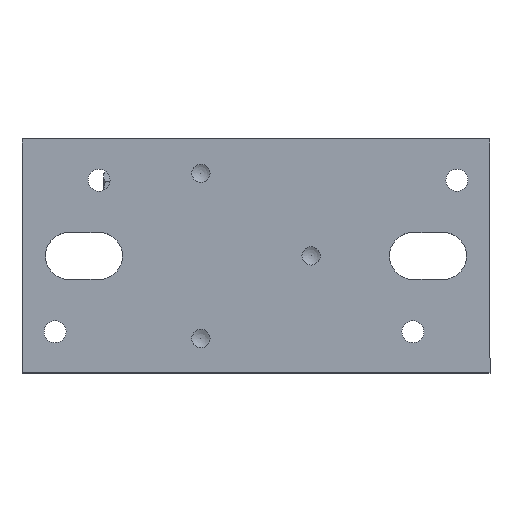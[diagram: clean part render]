
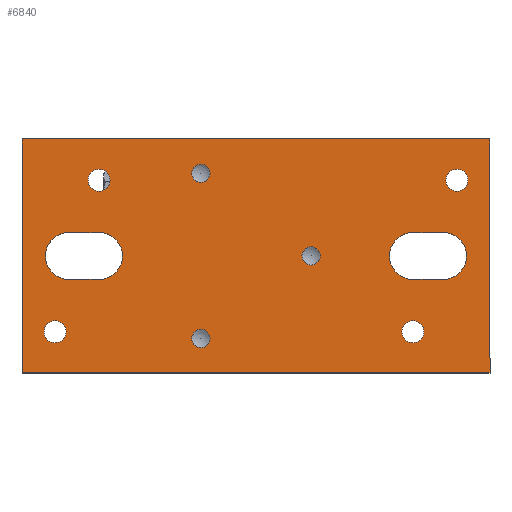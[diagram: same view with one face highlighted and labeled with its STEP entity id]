
A CAD part, top view. The second image highlights one B-rep face of the part: STEP entity #6840.
In plain terms, the highlighted face is planar.
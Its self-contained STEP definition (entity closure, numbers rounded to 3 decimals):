
#6134=CARTESIAN_POINT('',(20.0,-33.317,-3.5));
#6135=VERTEX_POINT('',#6134);
#6136=CARTESIAN_POINT('',(20.0,-30.0,-3.5));
#6137=DIRECTION('',(0.0,0.0,1.0));
#6138=DIRECTION('',(0.0,-1.0,0.0));
#6139=AXIS2_PLACEMENT_3D('',#6136,#6137,#6138);
#6140=CIRCLE('',#6139,3.317);
#6141=EDGE_CURVE('',#6135,#6135,#6140,.T.);
#6198=CARTESIAN_POINT('',(-23.317,0.0,-3.5));
#6199=VERTEX_POINT('',#6198);
#6200=CARTESIAN_POINT('',(-20.,0.0,-3.5));
#6201=DIRECTION('',(0.0,0.0,1.0));
#6202=DIRECTION('',(0.0,-1.0,0.0));
#6203=AXIS2_PLACEMENT_3D('',#6200,#6201,#6202);
#6204=CIRCLE('',#6203,3.317);
#6205=EDGE_CURVE('',#6199,#6199,#6204,.T.);
#6215=CARTESIAN_POINT('',(20.0,33.317,-3.5));
#6216=VERTEX_POINT('',#6215);
#6217=CARTESIAN_POINT('',(20.0,30.0,-3.5));
#6218=DIRECTION('',(0.0,0.0,1.0));
#6219=DIRECTION('',(0.0,-1.0,0.0));
#6220=AXIS2_PLACEMENT_3D('',#6217,#6218,#6219);
#6221=CIRCLE('',#6220,3.317);
#6222=EDGE_CURVE('',#6216,#6216,#6221,.T.);
#6287=CARTESIAN_POINT('',(-77.,27.5,-3.5));
#6288=VERTEX_POINT('',#6287);
#6289=CARTESIAN_POINT('',(-73.0,27.5,-3.5));
#6290=DIRECTION('',(0.0,0.0,1.0));
#6291=DIRECTION('',(1.0,0.0,0.0));
#6292=AXIS2_PLACEMENT_3D('',#6289,#6290,#6291);
#6293=CIRCLE('',#6292,4.0);
#6294=EDGE_CURVE('',#6288,#6288,#6293,.T.);
#6336=CARTESIAN_POINT('',(53.0,27.5,-3.5));
#6337=VERTEX_POINT('',#6336);
#6338=CARTESIAN_POINT('',(57.0,27.5,-3.5));
#6339=DIRECTION('',(0.0,0.0,1.0));
#6340=DIRECTION('',(1.0,0.0,0.0));
#6341=AXIS2_PLACEMENT_3D('',#6338,#6339,#6340);
#6342=CIRCLE('',#6341,4.0);
#6343=EDGE_CURVE('',#6337,#6337,#6342,.T.);
#6385=CARTESIAN_POINT('',(69.0,-27.5,-3.5));
#6386=VERTEX_POINT('',#6385);
#6387=CARTESIAN_POINT('',(73.0,-27.5,-3.5));
#6388=DIRECTION('',(0.0,0.0,1.0));
#6389=DIRECTION('',(1.0,0.0,0.0));
#6390=AXIS2_PLACEMENT_3D('',#6387,#6388,#6389);
#6391=CIRCLE('',#6390,4.0);
#6392=EDGE_CURVE('',#6386,#6386,#6391,.T.);
#6434=CARTESIAN_POINT('',(-61.,-27.5,-3.5));
#6435=VERTEX_POINT('',#6434);
#6436=CARTESIAN_POINT('',(-57.0,-27.5,-3.5));
#6437=DIRECTION('',(0.0,0.0,1.0));
#6438=DIRECTION('',(1.0,0.0,0.0));
#6439=AXIS2_PLACEMENT_3D('',#6436,#6437,#6438);
#6440=CIRCLE('',#6439,4.0);
#6441=EDGE_CURVE('',#6435,#6435,#6440,.T.);
#6462=CARTESIAN_POINT('',(57.0,8.5,-3.5));
#6463=VERTEX_POINT('',#6462);
#6464=CARTESIAN_POINT('',(57.0,-8.5,-3.5));
#6465=VERTEX_POINT('',#6464);
#6466=CARTESIAN_POINT('',(57.0,0.0,-3.5));
#6467=DIRECTION('',(0.0,0.0,1.0));
#6468=DIRECTION('',(0.0,-1.0,0.0));
#6469=AXIS2_PLACEMENT_3D('',#6466,#6467,#6468);
#6470=CIRCLE('',#6469,8.5);
#6471=EDGE_CURVE('',#6463,#6465,#6470,.T.);
#6504=CARTESIAN_POINT('',(68.0,-8.5,-3.5));
#6505=VERTEX_POINT('',#6504);
#6506=CARTESIAN_POINT('',(57.0,-8.5,-3.5));
#6507=DIRECTION('',(1.0,0.0,0.0));
#6508=VECTOR('',#6507,11.0);
#6509=LINE('',#6506,#6508);
#6510=EDGE_CURVE('',#6465,#6505,#6509,.T.);
#6535=CARTESIAN_POINT('',(68.0,8.5,-3.5));
#6536=VERTEX_POINT('',#6535);
#6537=CARTESIAN_POINT('',(68.0,0.0,-3.5));
#6538=DIRECTION('',(0.0,0.0,1.0));
#6539=DIRECTION('',(0.0,1.0,0.0));
#6540=AXIS2_PLACEMENT_3D('',#6537,#6538,#6539);
#6541=CIRCLE('',#6540,8.5);
#6542=EDGE_CURVE('',#6505,#6536,#6541,.T.);
#6568=CARTESIAN_POINT('',(68.0,8.5,-3.5));
#6569=DIRECTION('',(-1.0,0.0,0.0));
#6570=VECTOR('',#6569,11.0);
#6571=LINE('',#6568,#6570);
#6572=EDGE_CURVE('',#6536,#6463,#6571,.T.);
#6590=CARTESIAN_POINT('',(-68.0,8.5,-3.5));
#6591=VERTEX_POINT('',#6590);
#6592=CARTESIAN_POINT('',(-68.0,-8.5,-3.5));
#6593=VERTEX_POINT('',#6592);
#6594=CARTESIAN_POINT('',(-68.0,0.0,-3.5));
#6595=DIRECTION('',(0.0,0.0,1.0));
#6596=DIRECTION('',(0.0,1.0,0.0));
#6597=AXIS2_PLACEMENT_3D('',#6594,#6595,#6596);
#6598=CIRCLE('',#6597,8.5);
#6599=EDGE_CURVE('',#6591,#6593,#6598,.T.);
#6632=CARTESIAN_POINT('',(-57.0,-8.5,-3.5));
#6633=VERTEX_POINT('',#6632);
#6634=CARTESIAN_POINT('',(-68.0,-8.5,-3.5));
#6635=DIRECTION('',(1.0,0.0,0.0));
#6636=VECTOR('',#6635,11.0);
#6637=LINE('',#6634,#6636);
#6638=EDGE_CURVE('',#6593,#6633,#6637,.T.);
#6663=CARTESIAN_POINT('',(-57.0,8.5,-3.5));
#6664=VERTEX_POINT('',#6663);
#6665=CARTESIAN_POINT('',(-57.0,0.0,-3.5));
#6666=DIRECTION('',(0.0,0.0,1.0));
#6667=DIRECTION('',(0.0,-1.0,0.0));
#6668=AXIS2_PLACEMENT_3D('',#6665,#6666,#6667);
#6669=CIRCLE('',#6668,8.5);
#6670=EDGE_CURVE('',#6633,#6664,#6669,.T.);
#6696=CARTESIAN_POINT('',(-57.0,8.5,-3.5));
#6697=DIRECTION('',(-1.0,0.0,0.0));
#6698=VECTOR('',#6697,11.0);
#6699=LINE('',#6696,#6698);
#6700=EDGE_CURVE('',#6664,#6591,#6699,.T.);
#6728=CARTESIAN_POINT('',(-85.0,-42.5,-3.5));
#6729=VERTEX_POINT('',#6728);
#6736=CARTESIAN_POINT('',(85.0,-42.5,-3.5));
#6737=VERTEX_POINT('',#6736);
#6738=CARTESIAN_POINT('',(-85.0,-42.5,-3.5));
#6739=DIRECTION('',(1.0,0.0,0.0));
#6740=VECTOR('',#6739,170.0);
#6741=LINE('',#6738,#6740);
#6742=EDGE_CURVE('',#6729,#6737,#6741,.T.);
#6766=CARTESIAN_POINT('',(-85.0,42.5,-3.5));
#6767=VERTEX_POINT('',#6766);
#6774=CARTESIAN_POINT('',(-85.0,42.5,-3.5));
#6775=DIRECTION('',(0.0,-1.0,0.0));
#6776=VECTOR('',#6775,85.0);
#6777=LINE('',#6774,#6776);
#6778=EDGE_CURVE('',#6767,#6729,#6777,.T.);
#6784=CARTESIAN_POINT('',(42.5,21.25,-3.5));
#6785=DIRECTION('',(0.0,0.0,1.0));
#6786=DIRECTION('',(1.0,0.0,0.0));
#6787=AXIS2_PLACEMENT_3D('',#6784,#6785,#6786);
#6788=PLANE('',#6787);
#6789=CARTESIAN_POINT('',(85.0,42.5,-3.5));
#6790=VERTEX_POINT('',#6789);
#6791=CARTESIAN_POINT('',(85.0,-42.5,-3.5));
#6792=DIRECTION('',(0.0,1.0,0.0));
#6793=VECTOR('',#6792,85.0);
#6794=LINE('',#6791,#6793);
#6795=EDGE_CURVE('',#6737,#6790,#6794,.T.);
#6796=ORIENTED_EDGE('',*,*,#6795,.F.);
#6797=ORIENTED_EDGE('',*,*,#6742,.F.);
#6798=ORIENTED_EDGE('',*,*,#6778,.F.);
#6799=CARTESIAN_POINT('',(85.0,42.5,-3.5));
#6800=DIRECTION('',(-1.0,0.0,0.0));
#6801=VECTOR('',#6800,170.0);
#6802=LINE('',#6799,#6801);
#6803=EDGE_CURVE('',#6790,#6767,#6802,.T.);
#6804=ORIENTED_EDGE('',*,*,#6803,.F.);
#6805=EDGE_LOOP('',(#6796,#6797,#6798,#6804));
#6806=FACE_OUTER_BOUND('',#6805,.T.);
#6807=ORIENTED_EDGE('',*,*,#6141,.T.);
#6808=EDGE_LOOP('',(#6807));
#6809=FACE_BOUND('',#6808,.T.);
#6810=ORIENTED_EDGE('',*,*,#6205,.T.);
#6811=EDGE_LOOP('',(#6810));
#6812=FACE_BOUND('',#6811,.T.);
#6813=ORIENTED_EDGE('',*,*,#6222,.T.);
#6814=EDGE_LOOP('',(#6813));
#6815=FACE_BOUND('',#6814,.T.);
#6816=ORIENTED_EDGE('',*,*,#6294,.T.);
#6817=EDGE_LOOP('',(#6816));
#6818=FACE_BOUND('',#6817,.T.);
#6819=ORIENTED_EDGE('',*,*,#6343,.T.);
#6820=EDGE_LOOP('',(#6819));
#6821=FACE_BOUND('',#6820,.T.);
#6822=ORIENTED_EDGE('',*,*,#6392,.T.);
#6823=EDGE_LOOP('',(#6822));
#6824=FACE_BOUND('',#6823,.T.);
#6825=ORIENTED_EDGE('',*,*,#6441,.T.);
#6826=EDGE_LOOP('',(#6825));
#6827=FACE_BOUND('',#6826,.T.);
#6828=ORIENTED_EDGE('',*,*,#6542,.T.);
#6829=ORIENTED_EDGE('',*,*,#6572,.T.);
#6830=ORIENTED_EDGE('',*,*,#6471,.T.);
#6831=ORIENTED_EDGE('',*,*,#6510,.T.);
#6832=EDGE_LOOP('',(#6828,#6829,#6830,#6831));
#6833=FACE_BOUND('',#6832,.T.);
#6834=ORIENTED_EDGE('',*,*,#6670,.T.);
#6835=ORIENTED_EDGE('',*,*,#6700,.T.);
#6836=ORIENTED_EDGE('',*,*,#6599,.T.);
#6837=ORIENTED_EDGE('',*,*,#6638,.T.);
#6838=EDGE_LOOP('',(#6834,#6835,#6836,#6837));
#6839=FACE_BOUND('',#6838,.T.);
#6840=ADVANCED_FACE('',(#6806,#6809,#6812,#6815,#6818,#6821,#6824,#6827,#6833,#6839),#6788,.F.);
